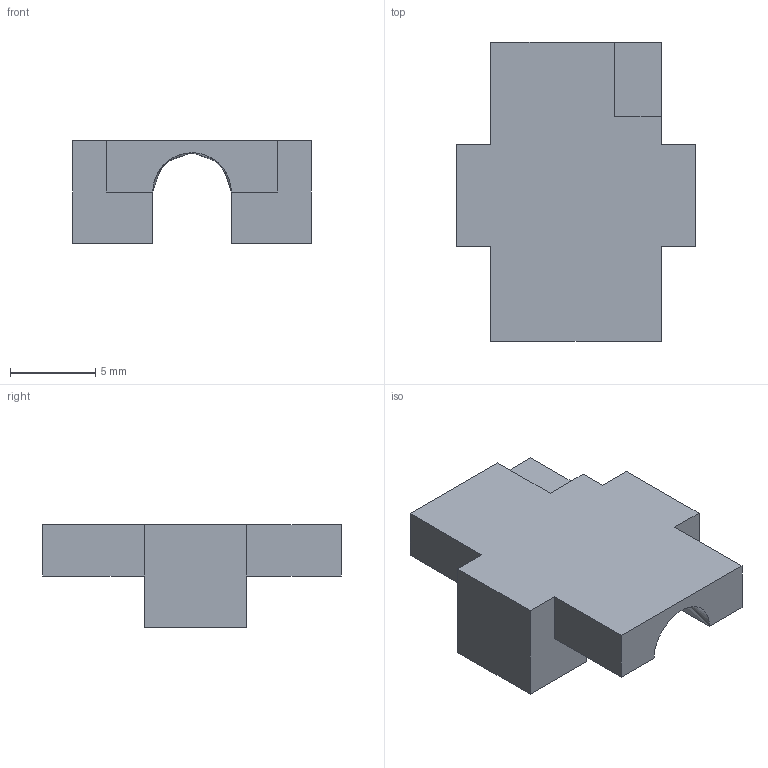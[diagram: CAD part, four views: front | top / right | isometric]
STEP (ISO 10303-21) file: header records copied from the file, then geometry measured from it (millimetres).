
FILE_DESCRIPTION(/* description */ (''),/* implementation_level */ '2;1');
FILE_NAME(/* name */ 'POJIST~1',/* time_stamp */ '2018-10-04T09:18:59+02:00',/* author */ (''),/* organization */ (''),/* preprocessor_version */ 'ST-DEVELOPER v15',/* originating_system */ '',/* authorisation */ '');
FILE_SCHEMA (('AUTOMOTIVE_DESIGN'));
Length unit declared in the file: millimetre
Products named in the file (1): Document
Bounding box: 14 x 17.52 x 6 mm (x, y, z)
Volume: 609.3 mm3; surface area: 745.5 mm2
Topology: 1 solids, 1 shells, 25 faces, 65 edges, 42 vertices
Faces by surface type: plane 24, bspline 1
Entity records: 699 total; most frequent: CARTESIAN_POINT 228, ORIENTED_EDGE 130, EDGE_CURVE 65, B_SPLINE_CURVE_WITH_KNOTS 59, VERTEX_POINT 42, DIRECTION 26, ADVANCED_FACE 25, FACE_OUTER_BOUND 25
